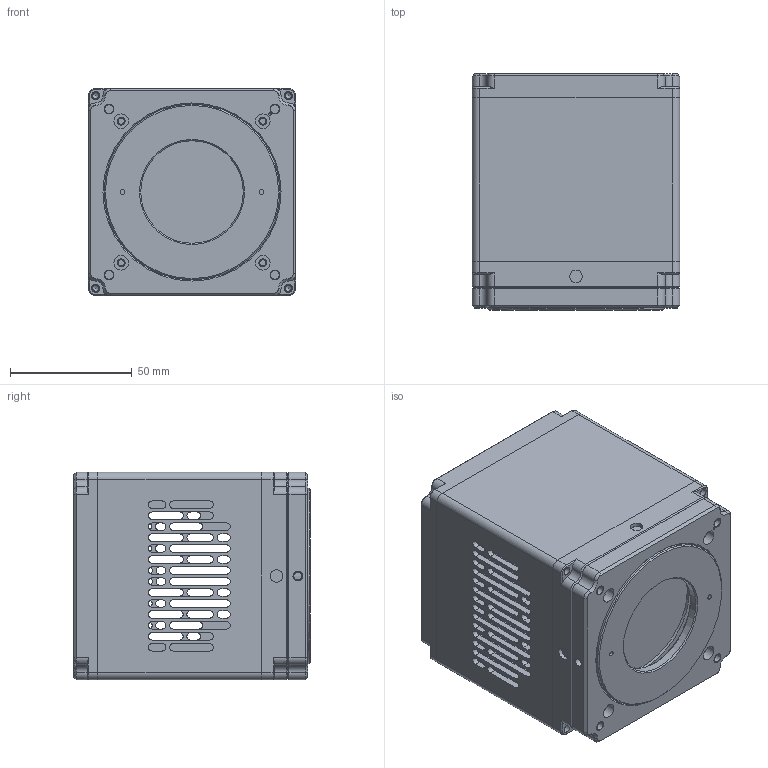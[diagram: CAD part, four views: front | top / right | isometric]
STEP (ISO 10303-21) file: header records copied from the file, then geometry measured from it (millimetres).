
FILE_DESCRIPTION (( 'STEP AP203' ), '1' );
FILE_NAME ('680812.STEP', '2025-09-05T06:21:30', ( 'Windows User' ), ( 'P R C' ), 'SwSTEP 2.0', 'SolidWorks 2024', '' );
FILE_SCHEMA (( 'CONFIG_CONTROL_DESIGN' ));
Length unit declared in the file: millimetre
Products named in the file (222): _-202308010002_ASM; 00_5_59_1; 00_5_143_1; 00_5_26_1; 00_5_112_1; 00_5_1_1; 00_5_139_1; 00_5_43_1; 00_5_9_1; 00_5_151_1; 00_5_80_1; 00_5_142_1; 00_5_21_1; SCHIELDING2_3_4_5_1_1_1_2_1; 00_5_69_1; 00_5_177_1; 00_5_65_1; 00_5_144_1; 00_5_122_1; 00_5_186_1; 00_5_127_1; 00_5_17_1; __202306080001_ASM_14_ASM; 00_5_115_1; 00_5_185_1; 00_5_62_1; 00_5_108_1; 00_5_ASM_1_ASM; 00_5_31_1; _-202308010001_ASM; 00_5_91_1; 00_5_155_1; 00_5_57_1; 00_5_161_1; CHUANGPIAN_4; 00_5_20_1; 00_5_182_1; 00_5_11_1; __202305040002_ASM_49_ASM; 00_5_116_1 ...
Assembly tree (223 placements, depth 5):
  680812
    _-202308010001_ASM
      CHUANGPIAN_4
      __202306080001_ASM_14_ASM
        __202306080002_60
        __202306080003_36
      _2023080100_SOLID_1
    __202305040002_ASM_49_ASM
      _SENSOR0001_ASM_67_ASM_1_ASM
        SENSOR-IMX571BLR-J_66_3
        GLASS_3_1
        00_5_ASM_1_ASM
          00_5_1_1
          00_5_2_1
          00_5_3_1
          00_5_4_1
          00_5_5_1
          00_5_6_1
          00_5_7_1
          00_5_8_1
          00_5_9_1
          00_5_10_1
          00_5_11_1
          00_5_12_1
          00_5_13_1
          00_5_14_1
          00_5_15_1
          00_5_16_1
          00_5_17_1
          00_5_18_1
          00_5_19_1
          00_5_20_1
          00_5_21_1
          00_5_22_1
          00_5_23_1
          00_5_24_1
          00_5_25_1
          00_5_26_1
          00_5_27_1
          00_5_28_1
          00_5_29_1
          00_5_30_1
          00_5_31_1
          00_5_32_1
          00_5_33_1
          00_5_34_1
          00_5_35_1
          00_5_36_1
          00_5_37_1
          00_5_38_1
          00_5_39_1
          00_5_40_1
          00_5_41_1
          00_5_42_1
          00_5_43_1
          00_5_44_1
          00_5_45_1
          00_5_46_1
          00_5_47_1
          00_5_48_1
Bounding box: 85 x 97 x 85 mm (x, y, z)
Volume: 92495.1 mm3; surface area: 119003.4 mm2
Topology: 210 solids, 235 shells, 2598 faces, 5996 edges, 3894 vertices
Faces by surface type: plane 1720, cylinder 733, cone 113, bspline 20, torus 10, sphere 2
Full cylindrical faces by diameter (mm): 0.05 x2, 0.1 x1, 0.3 x1, 0.37 x1, 0.4 x1, 0.7 x6, 0.8 x6, 1 x185, 1.6 x3, 2 x3, 2.5 x18, 2.8 x3, 2.9 x1, 3 x10, 3.2 x4, 3.3 x1, 3.4 x8, 3.5 x4, 4 x6, 5.105 x4, 5.6 x1, 5.7 x2, 6 x8, 6.5 x1, 7 x1, 8 x2, 8.85 x1, 9 x1, 11 x2, 17 x1
Entity records: 98344 total; most frequent: CARTESIAN_POINT 17442, DIRECTION 12095, ORIENTED_EDGE 10814, EDGE_CURVE 5430, AXIS2_PLACEMENT_3D 4216, VERTEX_POINT 3733, VECTOR 3663, LINE 3663
